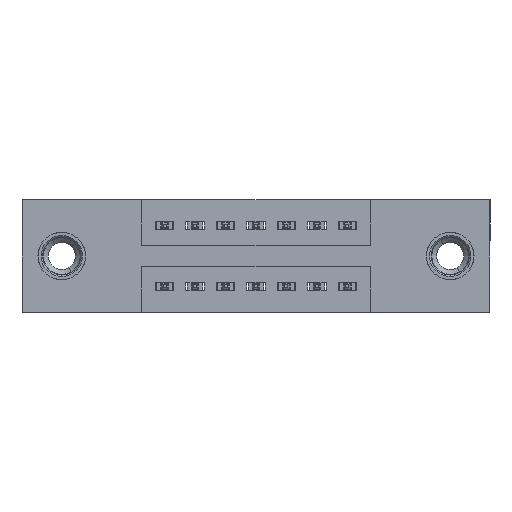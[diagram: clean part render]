
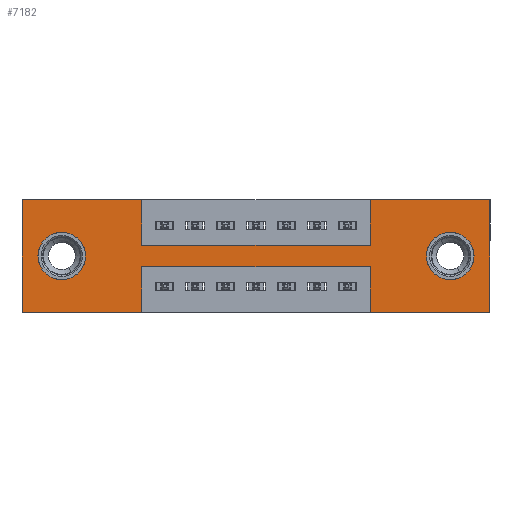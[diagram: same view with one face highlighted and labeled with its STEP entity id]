
A CAD part, front view. The second image highlights one B-rep face of the part: STEP entity #7182.
In plain terms, the highlighted planar face has unit normal (0, -1, 0).
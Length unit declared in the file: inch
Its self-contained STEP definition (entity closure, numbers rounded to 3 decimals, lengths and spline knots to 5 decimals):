
#195 = DIRECTION ( 'NONE',  ( 0., 0., -1. ) ) ;
#351 = CARTESIAN_POINT ( 'NONE',  ( 0., 0., -0.37 ) ) ;
#407 = CARTESIAN_POINT ( 'NONE',  ( 0., 0., 0. ) ) ;
#408 = LINE ( 'NONE', #1636, #5914 ) ;
#549 = VERTEX_POINT ( 'NONE', #13788 ) ;
#557 = CARTESIAN_POINT ( 'NONE',  ( 0., 0., 0. ) ) ;
#711 = VECTOR ( 'NONE', #14201, 39.37008 ) ;
#878 = EDGE_CURVE ( 'NONE', #549, #12628, #2074, .T. ) ;
#1020 = LINE ( 'NONE', #1247, #9879 ) ;
#1241 = ORIENTED_EDGE ( 'NONE', *, *, #3612, .T. ) ;
#1247 = CARTESIAN_POINT ( 'NONE',  ( 0.3925, 0., -0.15 ) ) ;
#1340 = CARTESIAN_POINT ( 'NONE',  ( 0., 0., -0.37 ) ) ;
#1359 = ORIENTED_EDGE ( 'NONE', *, *, #2942, .F. ) ;
#1514 = LINE ( 'NONE', #6182, #8061 ) ;
#1537 = CARTESIAN_POINT ( 'NONE',  ( 1.405, 0., -0.107 ) ) ;
#1636 = CARTESIAN_POINT ( 'NONE',  ( 0., 0., -0.37 ) ) ;
#1672 = ORIENTED_EDGE ( 'NONE', *, *, #2870, .T. ) ;
#1729 = PLANE ( 'NONE',  #5372 ) ;
#1750 = CARTESIAN_POINT ( 'NONE',  ( 0.3925, 0., -0.15 ) ) ;
#1874 = DIRECTION ( 'NONE',  ( 0., 0., -1. ) ) ;
#1953 = LINE ( 'NONE', #5164, #7342 ) ;
#2063 = ORIENTED_EDGE ( 'NONE', *, *, #3388, .F. ) ;
#2074 = LINE ( 'NONE', #14951, #2084 ) ;
#2084 = VECTOR ( 'NONE', #14874, 39.37008 ) ;
#2450 = CARTESIAN_POINT ( 'NONE',  ( 1.1425, 0., 0. ) ) ;
#2655 = VECTOR ( 'NONE', #4786, 39.37008 ) ;
#2672 = VERTEX_POINT ( 'NONE', #6395 ) ;
#2844 = LINE ( 'NONE', #14495, #711 ) ;
#2870 = EDGE_CURVE ( 'NONE', #3929, #13362, #7329, .T. ) ;
#2871 = DIRECTION ( 'NONE',  ( 0., 0., 1. ) ) ;
#2872 = ORIENTED_EDGE ( 'NONE', *, *, #12121, .F. ) ;
#2934 = AXIS2_PLACEMENT_3D ( 'NONE', #8925, #13285, #2871 ) ;
#2942 = EDGE_CURVE ( 'NONE', #4857, #8173, #2844, .T. ) ;
#2954 = FACE_BOUND ( 'NONE', #12247, .T. ) ;
#3175 = LINE ( 'NONE', #4097, #8563 ) ;
#3388 = EDGE_CURVE ( 'NONE', #3714, #12337, #3175, .T. ) ;
#3439 = EDGE_CURVE ( 'NONE', #13362, #3929, #10252, .T. ) ;
#3612 = EDGE_CURVE ( 'NONE', #11337, #8835, #14851, .T. ) ;
#3635 = CARTESIAN_POINT ( 'NONE',  ( 0.3925, 0., -0.22 ) ) ;
#3714 = VERTEX_POINT ( 'NONE', #11382 ) ;
#3813 = EDGE_CURVE ( 'NONE', #2672, #14549, #5768, .T. ) ;
#3929 = VERTEX_POINT ( 'NONE', #9384 ) ;
#4097 = CARTESIAN_POINT ( 'NONE',  ( 1.535, 0., 0. ) ) ;
#4152 = CIRCLE ( 'NONE', #8554, 0.078 ) ;
#4349 = ORIENTED_EDGE ( 'NONE', *, *, #6478, .F. ) ;
#4673 = LINE ( 'NONE', #2450, #14907 ) ;
#4724 = DIRECTION ( 'NONE',  ( 0., 0., -1. ) ) ;
#4786 = DIRECTION ( 'NONE',  ( -1., 0., 0. ) ) ;
#4838 = DIRECTION ( 'NONE',  ( 0., 1., 0. ) ) ;
#4850 = DIRECTION ( 'NONE',  ( 1., 0., 0. ) ) ;
#4857 = VERTEX_POINT ( 'NONE', #7480 ) ;
#4903 = CARTESIAN_POINT ( 'NONE',  ( 1.1425, 0., -0.22 ) ) ;
#5085 = DIRECTION ( 'NONE',  ( 0., -1., 0. ) ) ;
#5160 = DIRECTION ( 'NONE',  ( 0., 0., -1. ) ) ;
#5164 = CARTESIAN_POINT ( 'NONE',  ( 0.3925, 0., -0.37 ) ) ;
#5226 = DIRECTION ( 'NONE',  ( 0., 0., 1. ) ) ;
#5372 = AXIS2_PLACEMENT_3D ( 'NONE', #351, #5085, #12102 ) ;
#5768 = LINE ( 'NONE', #1340, #2655 ) ;
#5830 = DIRECTION ( 'NONE',  ( 1., 0., 0. ) ) ;
#5914 = VECTOR ( 'NONE', #6005, 39.37008 ) ;
#6005 = DIRECTION ( 'NONE',  ( -1., 0., 0. ) ) ;
#6056 = DIRECTION ( 'NONE',  ( 0., 0., 1. ) ) ;
#6072 = DIRECTION ( 'NONE',  ( 0., 1., 0. ) ) ;
#6107 = VECTOR ( 'NONE', #5226, 39.37008 ) ;
#6129 = ORIENTED_EDGE ( 'NONE', *, *, #8723, .F. ) ;
#6182 = CARTESIAN_POINT ( 'NONE',  ( 0., 0., 0. ) ) ;
#6395 = CARTESIAN_POINT ( 'NONE',  ( 0.3925, 0., -0.37 ) ) ;
#6478 = EDGE_CURVE ( 'NONE', #8173, #14905, #9744, .T. ) ;
#6613 = ORIENTED_EDGE ( 'NONE', *, *, #7165, .T. ) ;
#6850 = AXIS2_PLACEMENT_3D ( 'NONE', #14151, #6072, #195 ) ;
#7072 = CARTESIAN_POINT ( 'NONE',  ( 0.13, 0., -0.185 ) ) ;
#7165 = EDGE_CURVE ( 'NONE', #8835, #11337, #4152, .T. ) ;
#7182 = ADVANCED_FACE ( 'NONE', ( #2954, #8701, #12176 ), #1729, .T. ) ;
#7184 = ORIENTED_EDGE ( 'NONE', *, *, #3813, .F. ) ;
#7241 = DIRECTION ( 'NONE',  ( -1., 0., 0. ) ) ;
#7255 = CARTESIAN_POINT ( 'NONE',  ( 0., 0., -0.37 ) ) ;
#7329 = CIRCLE ( 'NONE', #13366, 0.078 ) ;
#7342 = VECTOR ( 'NONE', #1874, 39.37008 ) ;
#7480 = CARTESIAN_POINT ( 'NONE',  ( 1.1425, 0., -0.37 ) ) ;
#7803 = CARTESIAN_POINT ( 'NONE',  ( 1.405, 0., -0.263 ) ) ;
#8061 = VECTOR ( 'NONE', #10844, 39.37008 ) ;
#8063 = VECTOR ( 'NONE', #7241, 39.37008 ) ;
#8173 = VERTEX_POINT ( 'NONE', #4903 ) ;
#8336 = EDGE_LOOP ( 'NONE', ( #1672, #9440 ) ) ;
#8554 = AXIS2_PLACEMENT_3D ( 'NONE', #10534, #14994, #4724 ) ;
#8563 = VECTOR ( 'NONE', #5160, 39.37008 ) ;
#8588 = CARTESIAN_POINT ( 'NONE',  ( 1.1425, 0., 0. ) ) ;
#8701 = FACE_BOUND ( 'NONE', #8336, .T. ) ;
#8723 = EDGE_CURVE ( 'NONE', #10664, #549, #1514, .T. ) ;
#8835 = VERTEX_POINT ( 'NONE', #7803 ) ;
#8925 = CARTESIAN_POINT ( 'NONE',  ( 0.13, 0., -0.185 ) ) ;
#9179 = EDGE_CURVE ( 'NONE', #14905, #2672, #1953, .T. ) ;
#9287 = ORIENTED_EDGE ( 'NONE', *, *, #12535, .F. ) ;
#9384 = CARTESIAN_POINT ( 'NONE',  ( 0.13, 0., -0.107 ) ) ;
#9440 = ORIENTED_EDGE ( 'NONE', *, *, #3439, .T. ) ;
#9617 = ORIENTED_EDGE ( 'NONE', *, *, #9860, .F. ) ;
#9744 = LINE ( 'NONE', #14421, #8063 ) ;
#9806 = ORIENTED_EDGE ( 'NONE', *, *, #878, .F. ) ;
#9860 = EDGE_CURVE ( 'NONE', #14549, #10664, #11030, .T. ) ;
#9879 = VECTOR ( 'NONE', #5830, 39.37008 ) ;
#10252 = CIRCLE ( 'NONE', #2934, 0.078 ) ;
#10523 = ORIENTED_EDGE ( 'NONE', *, *, #10963, .F. ) ;
#10534 = CARTESIAN_POINT ( 'NONE',  ( 1.405, 0., -0.185 ) ) ;
#10664 = VERTEX_POINT ( 'NONE', #12332 ) ;
#10781 = VECTOR ( 'NONE', #4850, 39.37008 ) ;
#10789 = CARTESIAN_POINT ( 'NONE',  ( 1.535, 0., -0.37 ) ) ;
#10844 = DIRECTION ( 'NONE',  ( 1., 0., 0. ) ) ;
#10963 = EDGE_CURVE ( 'NONE', #12381, #3714, #12008, .T. ) ;
#11030 = LINE ( 'NONE', #557, #6107 ) ;
#11272 = CARTESIAN_POINT ( 'NONE',  ( 1.1425, 0., -0.15 ) ) ;
#11337 = VERTEX_POINT ( 'NONE', #1537 ) ;
#11382 = CARTESIAN_POINT ( 'NONE',  ( 1.535, 0., 0. ) ) ;
#11622 = EDGE_LOOP ( 'NONE', ( #14626, #4349, #1359, #2872, #2063, #10523, #9287, #12934, #9806, #6129, #9617, #7184 ) ) ;
#12008 = LINE ( 'NONE', #407, #10781 ) ;
#12102 = DIRECTION ( 'NONE',  ( 0., 0., -1. ) ) ;
#12121 = EDGE_CURVE ( 'NONE', #12337, #4857, #408, .T. ) ;
#12176 = FACE_OUTER_BOUND ( 'NONE', #11622, .T. ) ;
#12247 = EDGE_LOOP ( 'NONE', ( #1241, #6613 ) ) ;
#12332 = CARTESIAN_POINT ( 'NONE',  ( 0., 0., 0. ) ) ;
#12337 = VERTEX_POINT ( 'NONE', #10789 ) ;
#12381 = VERTEX_POINT ( 'NONE', #8588 ) ;
#12535 = EDGE_CURVE ( 'NONE', #14144, #12381, #4673, .T. ) ;
#12628 = VERTEX_POINT ( 'NONE', #1750 ) ;
#12814 = DIRECTION ( 'NONE',  ( 0., 0., 1. ) ) ;
#12934 = ORIENTED_EDGE ( 'NONE', *, *, #14887, .F. ) ;
#13285 = DIRECTION ( 'NONE',  ( 0., 1., 0. ) ) ;
#13362 = VERTEX_POINT ( 'NONE', #13567 ) ;
#13366 = AXIS2_PLACEMENT_3D ( 'NONE', #7072, #4838, #6056 ) ;
#13567 = CARTESIAN_POINT ( 'NONE',  ( 0.13, 0., -0.263 ) ) ;
#13788 = CARTESIAN_POINT ( 'NONE',  ( 0.3925, 0., 0. ) ) ;
#14144 = VERTEX_POINT ( 'NONE', #11272 ) ;
#14151 = CARTESIAN_POINT ( 'NONE',  ( 1.405, 0., -0.185 ) ) ;
#14201 = DIRECTION ( 'NONE',  ( 0., 0., 1. ) ) ;
#14421 = CARTESIAN_POINT ( 'NONE',  ( 0.3925, 0., -0.22 ) ) ;
#14495 = CARTESIAN_POINT ( 'NONE',  ( 1.1425, 0., -0.37 ) ) ;
#14549 = VERTEX_POINT ( 'NONE', #7255 ) ;
#14626 = ORIENTED_EDGE ( 'NONE', *, *, #9179, .F. ) ;
#14851 = CIRCLE ( 'NONE', #6850, 0.078 ) ;
#14874 = DIRECTION ( 'NONE',  ( 0., 0., -1. ) ) ;
#14887 = EDGE_CURVE ( 'NONE', #12628, #14144, #1020, .T. ) ;
#14905 = VERTEX_POINT ( 'NONE', #3635 ) ;
#14907 = VECTOR ( 'NONE', #12814, 39.37008 ) ;
#14951 = CARTESIAN_POINT ( 'NONE',  ( 0.3925, 0., 0. ) ) ;
#14994 = DIRECTION ( 'NONE',  ( 0., 1., 0. ) ) ;
